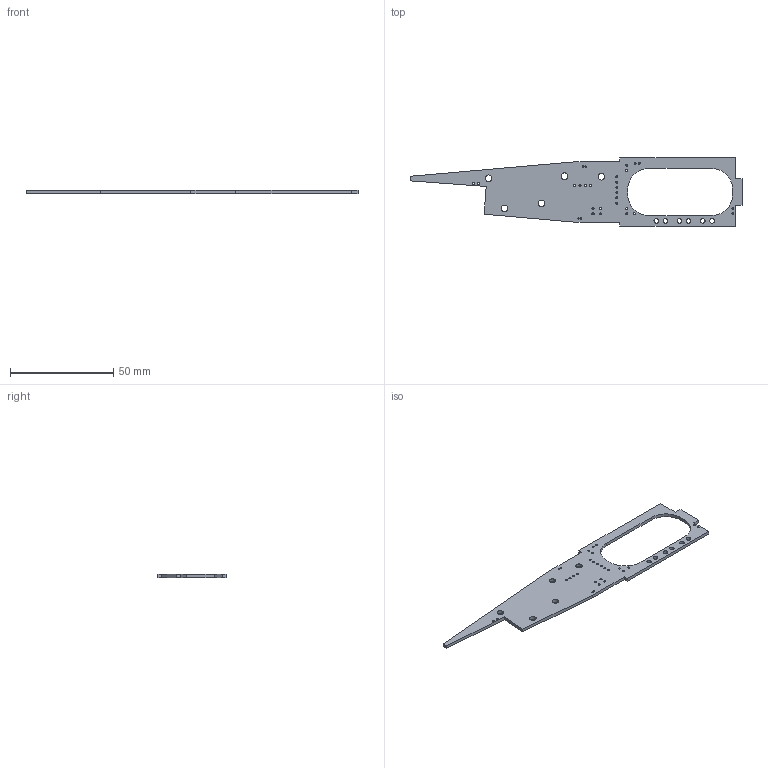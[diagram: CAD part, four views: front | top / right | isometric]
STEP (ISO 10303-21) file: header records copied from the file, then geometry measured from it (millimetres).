
FILE_DESCRIPTION(('KiCad electronic assembly'),'2;1');
FILE_NAME('sledpcb.step','2024-08-24T04:25:56',('Pcbnew'),('Kicad'), 'Open CASCADE STEP processor 7.7','KiCad to STEP converter','Unknown' );
FILE_SCHEMA(('AUTOMOTIVE_DESIGN { 1 0 10303 214 1 1 1 1 }'));
Length unit declared in the file: millimetre
Products named in the file (2): sledpcb 1; sled_PCB
Assembly tree (1 placements, depth 2):
  sledpcb 1
    sled_PCB
Bounding box: 160.74 x 33.02 x 1.6 mm (x, y, z)
Volume: 4252.6 mm3; surface area: 6409 mm2
Topology: 1 solids, 1 shells, 69 faces, 201 edges, 134 vertices
Faces by surface type: cylinder 44, plane 25
Full cylindrical faces by diameter (mm): 0.65 x4, 0.9 x2, 1 x23, 2.2 x6, 3.2 x5
Entity records: 2524 total; most frequent: DIRECTION 431, CARTESIAN_POINT 406, ORIENTED_EDGE 402, EDGE_CURVE 201, AXIS2_PLACEMENT_3D 159, FACE_BOUND 151, EDGE_LOOP 151, VERTEX_POINT 134
